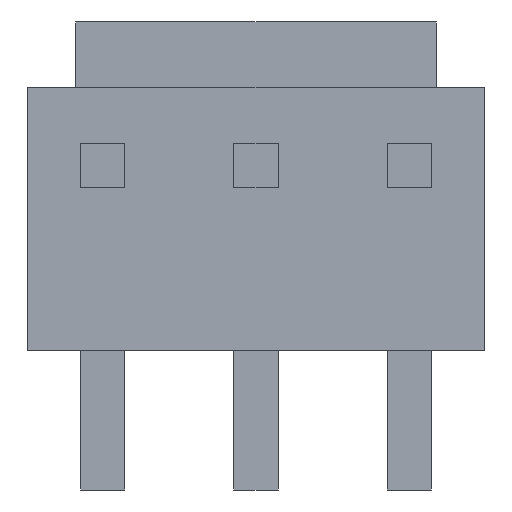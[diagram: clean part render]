
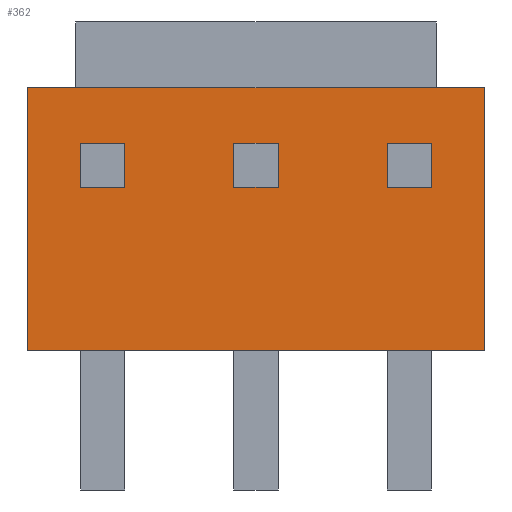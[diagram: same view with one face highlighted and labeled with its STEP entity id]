
A CAD part, front view. The second image highlights one B-rep face of the part: STEP entity #362.
In plain terms, the highlighted planar face has unit normal (0, -1, 0).
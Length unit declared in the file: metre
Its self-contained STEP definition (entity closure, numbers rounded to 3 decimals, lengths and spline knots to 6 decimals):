
#222 = EDGE_CURVE( '', #635, #636, #637, .T. );
#226 = EDGE_CURVE( '', #639, #643, #644, .T. );
#230 = EDGE_CURVE( '', #650, #651, #652, .T. );
#272 = EDGE_CURVE( '', #729, #666, #730, .T. );
#306 = EDGE_CURVE( '', #781, #639, #782, .T. );
#324 = EDGE_CURVE( '', #809, #635, #810, .T. );
#348 = EDGE_CURVE( '', #844, #725, #845, .T. );
#360 = EDGE_CURVE( '', #636, #643, #861, .T. );
#362 = ADVANCED_FACE( '', ( #863, #864, #865, #866 ), #867, .T. );
#400 = EDGE_CURVE( '', #918, #919, #920, .T. );
#428 = EDGE_CURVE( '', #666, #650, #961, .T. );
#430 = EDGE_CURVE( '', #881, #844, #963, .T. );
#436 = EDGE_CURVE( '', #673, #918, #969, .T. );
#446 = EDGE_CURVE( '', #725, #884, #982, .T. );
#456 = EDGE_CURVE( '', #995, #673, #996, .T. );
#458 = EDGE_CURVE( '', #651, #729, #998, .T. );
#486 = EDGE_CURVE( '', #781, #809, #1032, .T. );
#518 = EDGE_CURVE( '', #884, #881, #1074, .T. );
#616 = EDGE_CURVE( '', #919, #995, #1185, .T. );
#635 = VERTEX_POINT( '', #1195 );
#636 = VERTEX_POINT( '', #1196 );
#637 = LINE( '', #1197, #1198 );
#639 = VERTEX_POINT( '', #1201 );
#643 = VERTEX_POINT( '', #1207 );
#644 = LINE( '', #1208, #1209 );
#650 = VERTEX_POINT( '', #1218 );
#651 = VERTEX_POINT( '', #1219 );
#652 = LINE( '', #1220, #1221 );
#666 = VERTEX_POINT( '', #1242 );
#673 = VERTEX_POINT( '', #1251 );
#725 = VERTEX_POINT( '', #1324 );
#729 = VERTEX_POINT( '', #1330 );
#730 = LINE( '', #1331, #1332 );
#781 = VERTEX_POINT( '', #1401 );
#782 = LINE( '', #1402, #1403 );
#809 = VERTEX_POINT( '', #1443 );
#810 = LINE( '', #1444, #1445 );
#844 = VERTEX_POINT( '', #1498 );
#845 = LINE( '', #1499, #1500 );
#861 = LINE( '', #1526, #1527 );
#863 = FACE_BOUND( '', #1529, .T. );
#864 = FACE_BOUND( '', #1530, .T. );
#865 = FACE_BOUND( '', #1531, .T. );
#866 = FACE_OUTER_BOUND( '', #1532, .T. );
#867 = PLANE( '', #1533 );
#881 = VERTEX_POINT( '', #1549 );
#884 = VERTEX_POINT( '', #1554 );
#918 = VERTEX_POINT( '', #1609 );
#919 = VERTEX_POINT( '', #1610 );
#920 = LINE( '', #1611, #1612 );
#961 = LINE( '', #1668, #1669 );
#963 = LINE( '', #1672, #1673 );
#969 = LINE( '', #1684, #1685 );
#982 = LINE( '', #1705, #1706 );
#995 = VERTEX_POINT( '', #1722 );
#996 = LINE( '', #1723, #1724 );
#998 = LINE( '', #1727, #1728 );
#1032 = LINE( '', #1780, #1781 );
#1074 = LINE( '', #1838, #1839 );
#1185 = LINE( '', #2015, #2016 );
#1195 = CARTESIAN_POINT( '', ( 0.00466, 0.001526, 0.006854 ) );
#1196 = CARTESIAN_POINT( '', ( 0.00591, 0.001526, 0.006854 ) );
#1197 = CARTESIAN_POINT( '', ( -0.00591, 0.001526, 0.006854 ) );
#1198 = VECTOR( '', #2018, 1. );
#1201 = CARTESIAN_POINT( '', ( -0.00591, 0.001526, 0.000054 ) );
#1207 = CARTESIAN_POINT( '', ( 0.00591, 0.001526, 0.000054 ) );
#1208 = CARTESIAN_POINT( '', ( -0.00591, 0.001526, 0.000054 ) );
#1209 = VECTOR( '', #2020, 1. );
#1218 = CARTESIAN_POINT( '', ( 0.00339, 0.001526, 0.004284 ) );
#1219 = CARTESIAN_POINT( '', ( 0.00453, 0.001526, 0.004284 ) );
#1220 = CARTESIAN_POINT( '', ( -0.00591, 0.001526, 0.004284 ) );
#1221 = VECTOR( '', #2022, 1. );
#1242 = CARTESIAN_POINT( '', ( 0.00339, 0.001526, 0.005424 ) );
#1251 = CARTESIAN_POINT( '', ( -0.00453, 0.001526, 0.005424 ) );
#1324 = CARTESIAN_POINT( '', ( -0.00057, 0.001526, 0.004284 ) );
#1330 = CARTESIAN_POINT( '', ( 0.00453, 0.001526, 0.005424 ) );
#1331 = CARTESIAN_POINT( '', ( -0.00591, 0.001526, 0.005424 ) );
#1332 = VECTOR( '', #2073, 1. );
#1401 = CARTESIAN_POINT( '', ( -0.00591, 0.001526, 0.006854 ) );
#1402 = CARTESIAN_POINT( '', ( -0.00591, 0.001526, 0.006854 ) );
#1403 = VECTOR( '', #2141, 1. );
#1443 = CARTESIAN_POINT( '', ( -0.00466, 0.001526, 0.006854 ) );
#1444 = CARTESIAN_POINT( '', ( -0.00591, 0.001526, 0.006854 ) );
#1445 = VECTOR( '', #2164, 1. );
#1498 = CARTESIAN_POINT( '', ( -0.00057, 0.001526, 0.005424 ) );
#1499 = CARTESIAN_POINT( '', ( -0.00057, 0.001526, 0.006854 ) );
#1500 = VECTOR( '', #2190, 1. );
#1526 = CARTESIAN_POINT( '', ( 0.00591, 0.001526, 0.006854 ) );
#1527 = VECTOR( '', #2198, 1. );
#1529 = EDGE_LOOP( '', ( #2200, #2201, #2202, #2203 ) );
#1530 = EDGE_LOOP( '', ( #2204, #2205, #2206, #2207 ) );
#1531 = EDGE_LOOP( '', ( #2208, #2209, #2210, #2211 ) );
#1532 = EDGE_LOOP( '', ( #2212, #2213, #2214, #2215, #2216, #2217 ) );
#1533 = AXIS2_PLACEMENT_3D( '', #2218, #2219, #2220 );
#1549 = CARTESIAN_POINT( '', ( 0.00057, 0.001526, 0.005424 ) );
#1554 = CARTESIAN_POINT( '', ( 0.00057, 0.001526, 0.004284 ) );
#1609 = CARTESIAN_POINT( '', ( -0.00453, 0.001526, 0.004284 ) );
#1610 = CARTESIAN_POINT( '', ( -0.00339, 0.001526, 0.004284 ) );
#1611 = CARTESIAN_POINT( '', ( -0.00591, 0.001526, 0.004284 ) );
#1612 = VECTOR( '', #2278, 1. );
#1668 = CARTESIAN_POINT( '', ( 0.00339, 0.001526, 0.006854 ) );
#1669 = VECTOR( '', #2354, 1. );
#1672 = CARTESIAN_POINT( '', ( -0.00591, 0.001526, 0.005424 ) );
#1673 = VECTOR( '', #2355, 1. );
#1684 = CARTESIAN_POINT( '', ( -0.00453, 0.001526, 0.006854 ) );
#1685 = VECTOR( '', #2358, 1. );
#1705 = CARTESIAN_POINT( '', ( -0.00591, 0.001526, 0.004284 ) );
#1706 = VECTOR( '', #2370, 1. );
#1722 = CARTESIAN_POINT( '', ( -0.00339, 0.001526, 0.005424 ) );
#1723 = CARTESIAN_POINT( '', ( -0.00591, 0.001526, 0.005424 ) );
#1724 = VECTOR( '', #2396, 1. );
#1727 = CARTESIAN_POINT( '', ( 0.00453, 0.001526, 0.006854 ) );
#1728 = VECTOR( '', #2397, 1. );
#1780 = CARTESIAN_POINT( '', ( -0.00591, 0.001526, 0.006854 ) );
#1781 = VECTOR( '', #2445, 1. );
#1838 = CARTESIAN_POINT( '', ( 0.00057, 0.001526, 0.006854 ) );
#1839 = VECTOR( '', #2524, 1. );
#2015 = CARTESIAN_POINT( '', ( -0.00339, 0.001526, 0.006854 ) );
#2016 = VECTOR( '', #2691, 1. );
#2018 = DIRECTION( '', ( 1., 0., 0. ) );
#2020 = DIRECTION( '', ( 1., 0., 0. ) );
#2022 = DIRECTION( '', ( 1., 0., 0. ) );
#2073 = DIRECTION( '', ( -1., 0., 0. ) );
#2141 = DIRECTION( '', ( 0., 0., -1. ) );
#2164 = DIRECTION( '', ( 1., 0., 0. ) );
#2190 = DIRECTION( '', ( 0., 0., -1. ) );
#2198 = DIRECTION( '', ( 0., 0., -1. ) );
#2200 = ORIENTED_EDGE( '', *, *, #436, .F. );
#2201 = ORIENTED_EDGE( '', *, *, #456, .F. );
#2202 = ORIENTED_EDGE( '', *, *, #616, .F. );
#2203 = ORIENTED_EDGE( '', *, *, #400, .F. );
#2204 = ORIENTED_EDGE( '', *, *, #348, .F. );
#2205 = ORIENTED_EDGE( '', *, *, #430, .F. );
#2206 = ORIENTED_EDGE( '', *, *, #518, .F. );
#2207 = ORIENTED_EDGE( '', *, *, #446, .F. );
#2208 = ORIENTED_EDGE( '', *, *, #428, .F. );
#2209 = ORIENTED_EDGE( '', *, *, #272, .F. );
#2210 = ORIENTED_EDGE( '', *, *, #458, .F. );
#2211 = ORIENTED_EDGE( '', *, *, #230, .F. );
#2212 = ORIENTED_EDGE( '', *, *, #360, .F. );
#2213 = ORIENTED_EDGE( '', *, *, #222, .F. );
#2214 = ORIENTED_EDGE( '', *, *, #324, .F. );
#2215 = ORIENTED_EDGE( '', *, *, #486, .F. );
#2216 = ORIENTED_EDGE( '', *, *, #306, .T. );
#2217 = ORIENTED_EDGE( '', *, *, #226, .T. );
#2218 = CARTESIAN_POINT( '', ( -0.00591, 0.001526, 0.006854 ) );
#2219 = DIRECTION( '', ( 0., -1., 0. ) );
#2220 = DIRECTION( '', ( 0., 0., -1. ) );
#2278 = DIRECTION( '', ( 1., 0., 0. ) );
#2354 = DIRECTION( '', ( 0., 0., -1. ) );
#2355 = DIRECTION( '', ( -1., 0., 0. ) );
#2358 = DIRECTION( '', ( 0., 0., -1. ) );
#2370 = DIRECTION( '', ( 1., 0., 0. ) );
#2396 = DIRECTION( '', ( -1., 0., 0. ) );
#2397 = DIRECTION( '', ( 0., 0., 1. ) );
#2445 = DIRECTION( '', ( 1., 0., 0. ) );
#2524 = DIRECTION( '', ( 0., 0., 1. ) );
#2691 = DIRECTION( '', ( 0., 0., 1. ) );
